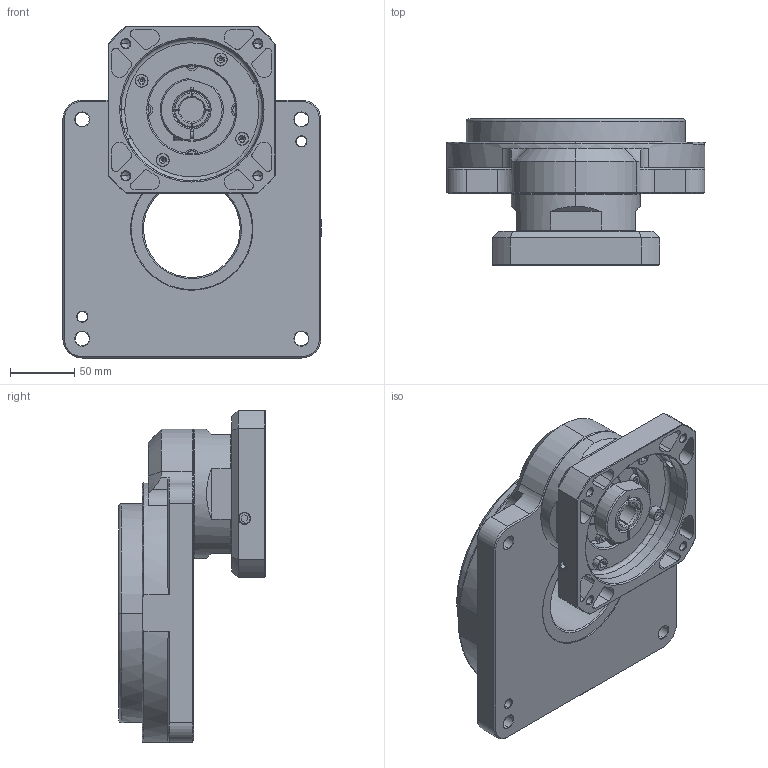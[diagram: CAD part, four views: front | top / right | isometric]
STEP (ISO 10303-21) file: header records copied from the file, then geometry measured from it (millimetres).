
FILE_DESCRIPTION (( 'STEP AP203' ), '1' );
FILE_NAME ('HLMT200-010-150KC.step', '2020-04-28T08:38:45', ( 'JVL' ), ( '' ), 'SwSTEP 2.0', 'SolidWorks 2020', '' );
FILE_SCHEMA (( 'CONFIG_CONTROL_DESIGN' ));
Length unit declared in the file: millimetre
Products named in the file (1): HLMT200-010-150KC
Bounding box: 200.67 x 113.5 x 257.5 mm (x, y, z)
Volume: 2012429.2 mm3; surface area: 226354.3 mm2
Topology: 2 solids, 14 shells, 808 faces, 1940 edges, 1184 vertices
Faces by surface type: plane 312, cylinder 244, cone 210, torus 37, bspline 5
Entity records: 25551 total; most frequent: CARTESIAN_POINT 6403, DIRECTION 4238, ORIENTED_EDGE 3808, EDGE_CURVE 1904, AXIS2_PLACEMENT_3D 1660, VERTEX_POINT 1184, VECTOR 918, LINE 918
